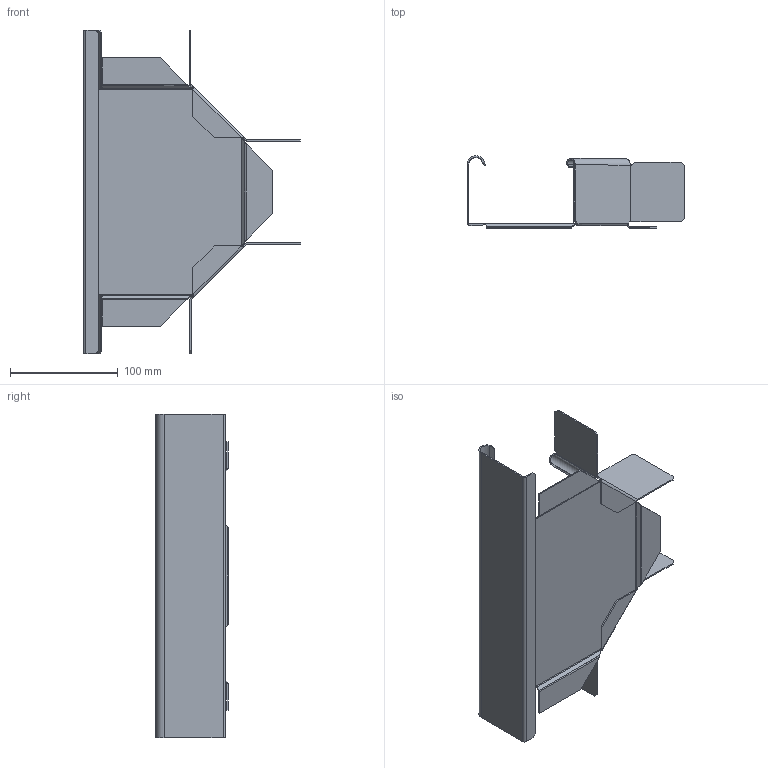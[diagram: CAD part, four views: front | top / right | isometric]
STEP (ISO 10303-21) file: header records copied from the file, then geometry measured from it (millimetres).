
FILE_DESCRIPTION((''),'2;1');
FILE_NAME('6043410_ORG_ASM','2012-06-19T',('AndreasKeweloh'),(''),'PRO/ENGINEER BY PARAMETRIC TECHNOLOGY CORPORATION, 2012060','PRO/ENGINEER BY PARAMETRIC TECHNOLOGY CORPORATION, 2012060','');
FILE_SCHEMA(('CONFIG_CONTROL_DESIGN'));
Length unit declared in the file: millimetre
Products named in the file (5): KTS_07_047-001_WINKELVERBINDER_; KTS_06_122-017; KTS_06_155-025; ASM0001_ASM; 6043410_ORG_ASM
Assembly tree (5 placements, depth 3):
  6043410_ORG_ASM
    ASM0001_ASM
      KTS_07_047-001_WINKELVERBINDER_  x2
      KTS_06_122-017
      KTS_06_155-025
Bounding box: 201.07 x 66.75 x 300 mm (x, y, z)
Volume: 95718.8 mm3; surface area: 168805.6 mm2
Topology: 4 solids, 4 shells, 178 faces, 410 edges, 240 vertices
Faces by surface type: plane 126, cylinder 36, bspline 16
Entity records: 3875 total; most frequent: CARTESIAN_POINT 1006, ORIENTED_EDGE 572, DIRECTION 554, EDGE_CURVE 286, VECTOR 230, LINE 230, VERTEX_POINT 168, AXIS2_PLACEMENT_3D 162
